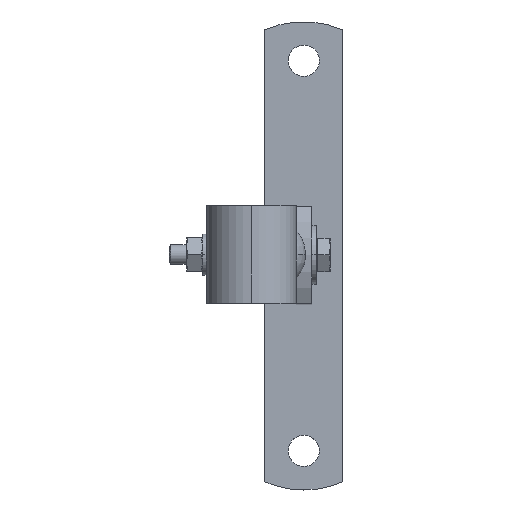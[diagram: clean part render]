
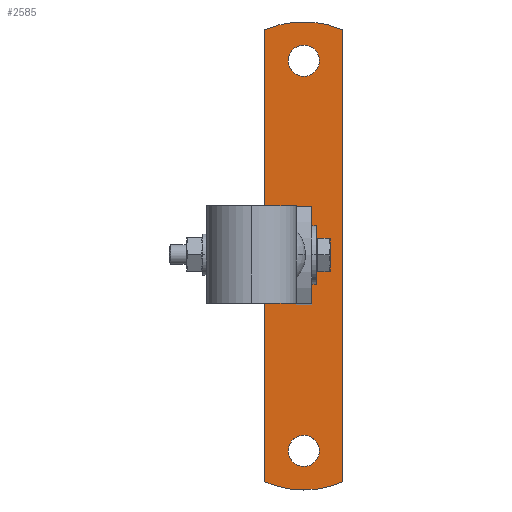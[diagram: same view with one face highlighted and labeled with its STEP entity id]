
A CAD part, top view. The second image highlights one B-rep face of the part: STEP entity #2585.
In plain terms, the highlighted planar face has unit normal (0, 0, 1).
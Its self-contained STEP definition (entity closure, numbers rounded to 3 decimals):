
#4 = EDGE_CURVE ( 'NONE', #6399, #1815, #9198, .T. ) ;
#157 = VERTEX_POINT ( 'NONE', #1460 ) ;
#372 = VERTEX_POINT ( 'NONE', #2953 ) ;
#710 = DIRECTION ( 'NONE',  ( 0., -1., 0. ) ) ;
#779 = CIRCLE ( 'NONE', #9534, 8. ) ;
#789 = CARTESIAN_POINT ( 'NONE',  ( 0., -108., 4. ) ) ;
#817 = DIRECTION ( 'NONE',  ( 0., -1., 0. ) ) ;
#1091 = DIRECTION ( 'NONE',  ( 0., 0., 1. ) ) ;
#1215 = AXIS2_PLACEMENT_3D ( 'NONE', #8832, #7956, #1571 ) ;
#1404 = EDGE_CURVE ( 'NONE', #2621, #372, #11298, .T. ) ;
#1460 = CARTESIAN_POINT ( 'NONE',  ( 0., 92., 4. ) ) ;
#1564 = ORIENTED_EDGE ( 'NONE', *, *, #6527, .F. ) ;
#1571 = DIRECTION ( 'NONE',  ( 0., -1., 0. ) ) ;
#1815 = VERTEX_POINT ( 'NONE', #2626 ) ;
#1826 = ORIENTED_EDGE ( 'NONE', *, *, #4704, .F. ) ;
#2055 = ORIENTED_EDGE ( 'NONE', *, *, #9845, .F. ) ;
#2154 = AXIS2_PLACEMENT_3D ( 'NONE', #4444, #3466, #6987 ) ;
#2334 = VERTEX_POINT ( 'NONE', #9500 ) ;
#2467 = EDGE_CURVE ( 'NONE', #2334, #5386, #11500, .T. ) ;
#2585 = ADVANCED_FACE ( 'NONE', ( #4023, #3016, #4080 ), #10221, .T. ) ;
#2621 = VERTEX_POINT ( 'NONE', #789 ) ;
#2626 = CARTESIAN_POINT ( 'NONE',  ( 0., -120., 4. ) ) ;
#2742 = DIRECTION ( 'NONE',  ( 0., 0., -1. ) ) ;
#2906 = DIRECTION ( 'NONE',  ( 0., -1., 0. ) ) ;
#2953 = CARTESIAN_POINT ( 'NONE',  ( 0., -92., 4. ) ) ;
#3016 = FACE_BOUND ( 'NONE', #9600, .T. ) ;
#3054 = ORIENTED_EDGE ( 'NONE', *, *, #1404, .F. ) ;
#3138 = ORIENTED_EDGE ( 'NONE', *, *, #4786, .F. ) ;
#3277 = EDGE_CURVE ( 'NONE', #6399, #5386, #10922, .T. ) ;
#3304 = ORIENTED_EDGE ( 'NONE', *, *, #3277, .T. ) ;
#3363 = CARTESIAN_POINT ( 'NONE',  ( 0., 100., 4. ) ) ;
#3466 = DIRECTION ( 'NONE',  ( 0., 0., -1. ) ) ;
#3721 = EDGE_CURVE ( 'NONE', #2334, #5641, #8036, .T. ) ;
#4023 = FACE_BOUND ( 'NONE', #7817, .T. ) ;
#4080 = FACE_OUTER_BOUND ( 'NONE', #8660, .T. ) ;
#4444 = CARTESIAN_POINT ( 'NONE',  ( 0., -70., 4. ) ) ;
#4704 = EDGE_CURVE ( 'NONE', #157, #10628, #4769, .T. ) ;
#4706 = VECTOR ( 'NONE', #6487, 1000. ) ;
#4769 = CIRCLE ( 'NONE', #10379, 8. ) ;
#4786 = EDGE_CURVE ( 'NONE', #10628, #157, #10752, .T. ) ;
#5121 = ORIENTED_EDGE ( 'NONE', *, *, #3721, .T. ) ;
#5215 = CARTESIAN_POINT ( 'NONE',  ( -20., 120., 4. ) ) ;
#5304 = CARTESIAN_POINT ( 'NONE',  ( 20., 120., 4. ) ) ;
#5311 = DIRECTION ( 'NONE',  ( 0., -1., 0. ) ) ;
#5386 = VERTEX_POINT ( 'NONE', #6922 ) ;
#5488 = AXIS2_PLACEMENT_3D ( 'NONE', #7155, #9924, #7044 ) ;
#5641 = VERTEX_POINT ( 'NONE', #6908 ) ;
#6399 = VERTEX_POINT ( 'NONE', #7621 ) ;
#6487 = DIRECTION ( 'NONE',  ( 0., 1., 0. ) ) ;
#6527 = EDGE_CURVE ( 'NONE', #372, #2621, #779, .T. ) ;
#6531 = CARTESIAN_POINT ( 'NONE',  ( 0., 108., 4. ) ) ;
#6704 = CARTESIAN_POINT ( 'NONE',  ( 0., -100., 4. ) ) ;
#6908 = CARTESIAN_POINT ( 'NONE',  ( -20., -115.826, 4. ) ) ;
#6922 = CARTESIAN_POINT ( 'NONE',  ( 20., 115.826, 4. ) ) ;
#6949 = DIRECTION ( 'NONE',  ( 0., -1., 0. ) ) ;
#6957 = DIRECTION ( 'NONE',  ( 0., -1., 0. ) ) ;
#6987 = DIRECTION ( 'NONE',  ( 0., -1., 0. ) ) ;
#7016 = AXIS2_PLACEMENT_3D ( 'NONE', #9922, #2742, #2906 ) ;
#7044 = DIRECTION ( 'NONE',  ( 0., -1., 0. ) ) ;
#7155 = CARTESIAN_POINT ( 'NONE',  ( 0., -70., 4. ) ) ;
#7300 = ORIENTED_EDGE ( 'NONE', *, *, #2467, .F. ) ;
#7587 = AXIS2_PLACEMENT_3D ( 'NONE', #5304, #7963, #6957 ) ;
#7621 = CARTESIAN_POINT ( 'NONE',  ( 20., -115.826, 4. ) ) ;
#7817 = EDGE_LOOP ( 'NONE', ( #1826, #3138 ) ) ;
#7956 = DIRECTION ( 'NONE',  ( 0., 0., 1. ) ) ;
#7963 = DIRECTION ( 'NONE',  ( 0., 0., 1. ) ) ;
#8036 = LINE ( 'NONE', #5215, #11300 ) ;
#8216 = CARTESIAN_POINT ( 'NONE',  ( 20., 120., 4. ) ) ;
#8413 = ORIENTED_EDGE ( 'NONE', *, *, #4, .F. ) ;
#8652 = DIRECTION ( 'NONE',  ( 0., 0., 1. ) ) ;
#8660 = EDGE_LOOP ( 'NONE', ( #7300, #5121, #2055, #8413, #3304 ) ) ;
#8832 = CARTESIAN_POINT ( 'NONE',  ( 0., 100., 4. ) ) ;
#8912 = CARTESIAN_POINT ( 'NONE',  ( 0., -100., 4. ) ) ;
#9198 = CIRCLE ( 'NONE', #5488, 50. ) ;
#9500 = CARTESIAN_POINT ( 'NONE',  ( -20., 115.826, 4. ) ) ;
#9534 = AXIS2_PLACEMENT_3D ( 'NONE', #8912, #1091, #5311 ) ;
#9600 = EDGE_LOOP ( 'NONE', ( #3054, #1564 ) ) ;
#9826 = CIRCLE ( 'NONE', #2154, 50. ) ;
#9845 = EDGE_CURVE ( 'NONE', #1815, #5641, #9826, .T. ) ;
#9922 = CARTESIAN_POINT ( 'NONE',  ( 0., 70., 4. ) ) ;
#9924 = DIRECTION ( 'NONE',  ( 0., 0., -1. ) ) ;
#10221 = PLANE ( 'NONE',  #7587 ) ;
#10300 = DIRECTION ( 'NONE',  ( 0., 0., 1. ) ) ;
#10379 = AXIS2_PLACEMENT_3D ( 'NONE', #3363, #8652, #6949 ) ;
#10628 = VERTEX_POINT ( 'NONE', #6531 ) ;
#10752 = CIRCLE ( 'NONE', #1215, 8. ) ;
#10922 = LINE ( 'NONE', #8216, #4706 ) ;
#10946 = AXIS2_PLACEMENT_3D ( 'NONE', #6704, #10300, #710 ) ;
#11298 = CIRCLE ( 'NONE', #10946, 8. ) ;
#11300 = VECTOR ( 'NONE', #817, 1000. ) ;
#11500 = CIRCLE ( 'NONE', #7016, 50. ) ;
